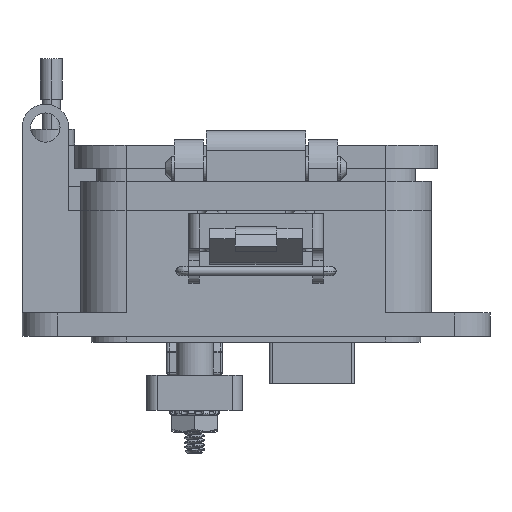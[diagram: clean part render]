
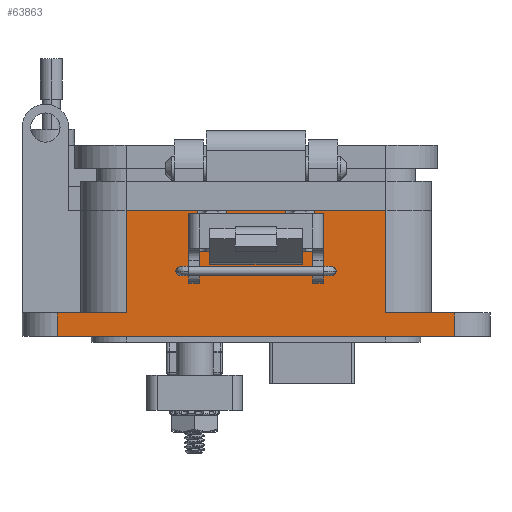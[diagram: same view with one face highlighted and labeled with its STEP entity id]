
A CAD part, front view. The second image highlights one B-rep face of the part: STEP entity #63863.
In plain terms, the highlighted planar face has unit normal (0, -1, 0).
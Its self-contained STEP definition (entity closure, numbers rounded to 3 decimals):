
#149 = CARTESIAN_POINT ( 'NONE',  ( 34.243, -15.056, -43.307 ) ) ;
#251 = LINE ( 'NONE', #39631, #47110 ) ;
#406 = CARTESIAN_POINT ( 'NONE',  ( -22.358, -15.056, -21.654 ) ) ;
#1066 = LINE ( 'NONE', #66472, #46105 ) ;
#1863 = ORIENTED_EDGE ( 'NONE', *, *, #46485, .T. ) ;
#3313 = VECTOR ( 'NONE', #38488, 1000. ) ;
#3935 = CARTESIAN_POINT ( 'NONE',  ( -34.243, -15.056, -21.654 ) ) ;
#4175 = LINE ( 'NONE', #23071, #33608 ) ;
#5542 = CARTESIAN_POINT ( 'NONE',  ( 34.243, -15.056, -39.279 ) ) ;
#6222 = DIRECTION ( 'NONE',  ( 1., 0., 0. ) ) ;
#6694 = CARTESIAN_POINT ( 'NONE',  ( 10.071, -15.056, -28.704 ) ) ;
#7072 = VECTOR ( 'NONE', #39097, 1000. ) ;
#7262 = ORIENTED_EDGE ( 'NONE', *, *, #40825, .F. ) ;
#8871 = ORIENTED_EDGE ( 'NONE', *, *, #49870, .T. ) ;
#9186 = CARTESIAN_POINT ( 'NONE',  ( -22.358, -15.056, -21.654 ) ) ;
#10272 = ORIENTED_EDGE ( 'NONE', *, *, #17942, .T. ) ;
#11154 = VERTEX_POINT ( 'NONE', #70022 ) ;
#11481 = DIRECTION ( 'NONE',  ( 0., 0., 1. ) ) ;
#11512 = VECTOR ( 'NONE', #69037, 1000. ) ;
#11836 = VERTEX_POINT ( 'NONE', #21795 ) ;
#12542 = DIRECTION ( 'NONE',  ( -1., 0., 0. ) ) ;
#15500 = LINE ( 'NONE', #6694, #44956 ) ;
#15721 = CARTESIAN_POINT ( 'NONE',  ( 10.071, -15.056, -21.654 ) ) ;
#17198 = LINE ( 'NONE', #62534, #46676 ) ;
#17342 = ORIENTED_EDGE ( 'NONE', *, *, #40686, .T. ) ;
#17942 = EDGE_CURVE ( 'NONE', #55798, #30642, #64108, .T. ) ;
#18885 = LINE ( 'NONE', #9186, #3313 ) ;
#19016 = VECTOR ( 'NONE', #59011, 1000. ) ;
#19488 = VERTEX_POINT ( 'NONE', #30989 ) ;
#19628 = EDGE_CURVE ( 'NONE', #21612, #11154, #69396, .T. ) ;
#20210 = CARTESIAN_POINT ( 'NONE',  ( 10.071, -15.056, -39.279 ) ) ;
#20880 = ORIENTED_EDGE ( 'NONE', *, *, #25969, .T. ) ;
#21569 = DIRECTION ( 'NONE',  ( 1., 0., 0. ) ) ;
#21612 = VERTEX_POINT ( 'NONE', #69457 ) ;
#21795 = CARTESIAN_POINT ( 'NONE',  ( -22.358, -15.056, -39.279 ) ) ;
#22182 = CARTESIAN_POINT ( 'NONE',  ( -5.036, -15.056, -21.654 ) ) ;
#22574 = ORIENTED_EDGE ( 'NONE', *, *, #36203, .T. ) ;
#23071 = CARTESIAN_POINT ( 'NONE',  ( -10.071, -15.056, -21.654 ) ) ;
#23576 = EDGE_CURVE ( 'NONE', #33886, #45536, #56272, .T. ) ;
#23818 = CARTESIAN_POINT ( 'NONE',  ( 5.036, -15.056, -21.654 ) ) ;
#25057 = CARTESIAN_POINT ( 'NONE',  ( 5.036, -15.056, -28.704 ) ) ;
#25969 = EDGE_CURVE ( 'NONE', #30642, #56405, #40332, .T. ) ;
#26001 = VERTEX_POINT ( 'NONE', #5542 ) ;
#26866 = FACE_OUTER_BOUND ( 'NONE', #57253, .T. ) ;
#27797 = VERTEX_POINT ( 'NONE', #149 ) ;
#27960 = CARTESIAN_POINT ( 'NONE',  ( 34.243, -15.056, -43.307 ) ) ;
#28799 = EDGE_CURVE ( 'NONE', #11154, #35799, #4175, .T. ) ;
#29597 = PLANE ( 'NONE',  #46640 ) ;
#30186 = CARTESIAN_POINT ( 'NONE',  ( 10.071, -15.056, -28.704 ) ) ;
#30515 = EDGE_CURVE ( 'NONE', #45536, #55798, #15500, .T. ) ;
#30531 = DIRECTION ( 'NONE',  ( 0., 0., -1. ) ) ;
#30642 = VERTEX_POINT ( 'NONE', #60391 ) ;
#30989 = CARTESIAN_POINT ( 'NONE',  ( 22.358, -15.056, -39.279 ) ) ;
#31659 = VERTEX_POINT ( 'NONE', #43488 ) ;
#32097 = DIRECTION ( 'NONE',  ( -1., 0., 0. ) ) ;
#32112 = EDGE_CURVE ( 'NONE', #56085, #74808, #38292, .T. ) ;
#33608 = VECTOR ( 'NONE', #11481, 1000. ) ;
#33762 = DIRECTION ( 'NONE',  ( -1., 0., 0. ) ) ;
#33768 = DIRECTION ( 'NONE',  ( -1., 0., 0. ) ) ;
#33886 = VERTEX_POINT ( 'NONE', #47835 ) ;
#35799 = VERTEX_POINT ( 'NONE', #64402 ) ;
#36203 = EDGE_CURVE ( 'NONE', #11836, #56085, #251, .T. ) ;
#37077 = VECTOR ( 'NONE', #39374, 1000. ) ;
#38105 = VECTOR ( 'NONE', #33768, 1000. ) ;
#38160 = ORIENTED_EDGE ( 'NONE', *, *, #19628, .T. ) ;
#38292 = LINE ( 'NONE', #3935, #7072 ) ;
#38488 = DIRECTION ( 'NONE',  ( 0., 0., -1. ) ) ;
#38926 = LINE ( 'NONE', #15721, #37077 ) ;
#39097 = DIRECTION ( 'NONE',  ( 0., 0., -1. ) ) ;
#39119 = CARTESIAN_POINT ( 'NONE',  ( 10.071, -15.056, -28.704 ) ) ;
#39374 = DIRECTION ( 'NONE',  ( -1., 0., 0. ) ) ;
#39631 = CARTESIAN_POINT ( 'NONE',  ( 10.071, -15.056, -39.279 ) ) ;
#39940 = ORIENTED_EDGE ( 'NONE', *, *, #30515, .T. ) ;
#40332 = LINE ( 'NONE', #40694, #54128 ) ;
#40618 = VECTOR ( 'NONE', #30531, 1000. ) ;
#40686 = EDGE_CURVE ( 'NONE', #76041, #11836, #18885, .T. ) ;
#40694 = CARTESIAN_POINT ( 'NONE',  ( 10.071, -15.056, -21.654 ) ) ;
#40825 = EDGE_CURVE ( 'NONE', #26001, #27797, #74085, .T. ) ;
#41353 = DIRECTION ( 'NONE',  ( 0., -1., 0. ) ) ;
#42455 = VECTOR ( 'NONE', #69221, 1000. ) ;
#42680 = LINE ( 'NONE', #20210, #72110 ) ;
#43488 = CARTESIAN_POINT ( 'NONE',  ( 22.358, -15.056, -21.654 ) ) ;
#44499 = CARTESIAN_POINT ( 'NONE',  ( -5.036, -15.056, -21.654 ) ) ;
#44956 = VECTOR ( 'NONE', #12542, 1000. ) ;
#45300 = CARTESIAN_POINT ( 'NONE',  ( -34.243, -15.056, -39.279 ) ) ;
#45536 = VERTEX_POINT ( 'NONE', #30186 ) ;
#45860 = ORIENTED_EDGE ( 'NONE', *, *, #28799, .T. ) ;
#46105 = VECTOR ( 'NONE', #66723, 1000. ) ;
#46183 = ORIENTED_EDGE ( 'NONE', *, *, #32112, .T. ) ;
#46397 = DIRECTION ( 'NONE',  ( -1., 0., 0. ) ) ;
#46485 = EDGE_CURVE ( 'NONE', #35799, #76041, #17198, .T. ) ;
#46640 = AXIS2_PLACEMENT_3D ( 'NONE', #70412, #41353, #6222 ) ;
#46676 = VECTOR ( 'NONE', #33762, 1000. ) ;
#47110 = VECTOR ( 'NONE', #74870, 1000. ) ;
#47835 = CARTESIAN_POINT ( 'NONE',  ( 10.071, -15.056, -21.654 ) ) ;
#49870 = EDGE_CURVE ( 'NONE', #26001, #19488, #42680, .T. ) ;
#50547 = EDGE_CURVE ( 'NONE', #31659, #33886, #38926, .T. ) ;
#51725 = EDGE_CURVE ( 'NONE', #56405, #21612, #56271, .T. ) ;
#52264 = ORIENTED_EDGE ( 'NONE', *, *, #60328, .T. ) ;
#54128 = VECTOR ( 'NONE', #46397, 1000. ) ;
#55438 = CARTESIAN_POINT ( 'NONE',  ( -34.243, -15.056, -43.307 ) ) ;
#55502 = ORIENTED_EDGE ( 'NONE', *, *, #72092, .T. ) ;
#55798 = VERTEX_POINT ( 'NONE', #25057 ) ;
#56085 = VERTEX_POINT ( 'NONE', #45300 ) ;
#56271 = LINE ( 'NONE', #22182, #42455 ) ;
#56272 = LINE ( 'NONE', #71583, #40618 ) ;
#56405 = VERTEX_POINT ( 'NONE', #44499 ) ;
#57253 = EDGE_LOOP ( 'NONE', ( #62869, #72452, #39940, #10272, #20880, #74148, #38160, #45860, #1863, #17342, #22574, #46183, #52264, #7262, #8871, #55502 ) ) ;
#59011 = DIRECTION ( 'NONE',  ( 0., 0., 1. ) ) ;
#60328 = EDGE_CURVE ( 'NONE', #74808, #27797, #61728, .T. ) ;
#60391 = CARTESIAN_POINT ( 'NONE',  ( 5.036, -15.056, -21.654 ) ) ;
#61728 = LINE ( 'NONE', #62734, #75540 ) ;
#62534 = CARTESIAN_POINT ( 'NONE',  ( 10.071, -15.056, -21.654 ) ) ;
#62734 = CARTESIAN_POINT ( 'NONE',  ( 0., -15.056, -43.307 ) ) ;
#62869 = ORIENTED_EDGE ( 'NONE', *, *, #50547, .T. ) ;
#63863 = ADVANCED_FACE ( 'NONE', ( #26866 ), #29597, .T. ) ;
#64108 = LINE ( 'NONE', #23818, #19016 ) ;
#64402 = CARTESIAN_POINT ( 'NONE',  ( -10.071, -15.056, -21.654 ) ) ;
#66472 = CARTESIAN_POINT ( 'NONE',  ( 22.358, -15.056, -21.654 ) ) ;
#66723 = DIRECTION ( 'NONE',  ( 0., 0., 1. ) ) ;
#69037 = DIRECTION ( 'NONE',  ( 0., 0., -1. ) ) ;
#69221 = DIRECTION ( 'NONE',  ( 0., 0., -1. ) ) ;
#69396 = LINE ( 'NONE', #39119, #38105 ) ;
#69457 = CARTESIAN_POINT ( 'NONE',  ( -5.036, -15.056, -28.704 ) ) ;
#70022 = CARTESIAN_POINT ( 'NONE',  ( -10.071, -15.056, -28.704 ) ) ;
#70412 = CARTESIAN_POINT ( 'NONE',  ( 10.071, -15.056, -21.654 ) ) ;
#71583 = CARTESIAN_POINT ( 'NONE',  ( 10.071, -15.056, -21.654 ) ) ;
#72092 = EDGE_CURVE ( 'NONE', #19488, #31659, #1066, .T. ) ;
#72110 = VECTOR ( 'NONE', #32097, 1000. ) ;
#72452 = ORIENTED_EDGE ( 'NONE', *, *, #23576, .T. ) ;
#74085 = LINE ( 'NONE', #27960, #11512 ) ;
#74148 = ORIENTED_EDGE ( 'NONE', *, *, #51725, .T. ) ;
#74808 = VERTEX_POINT ( 'NONE', #55438 ) ;
#74870 = DIRECTION ( 'NONE',  ( -1., 0., 0. ) ) ;
#75540 = VECTOR ( 'NONE', #21569, 1000. ) ;
#76041 = VERTEX_POINT ( 'NONE', #406 ) ;
